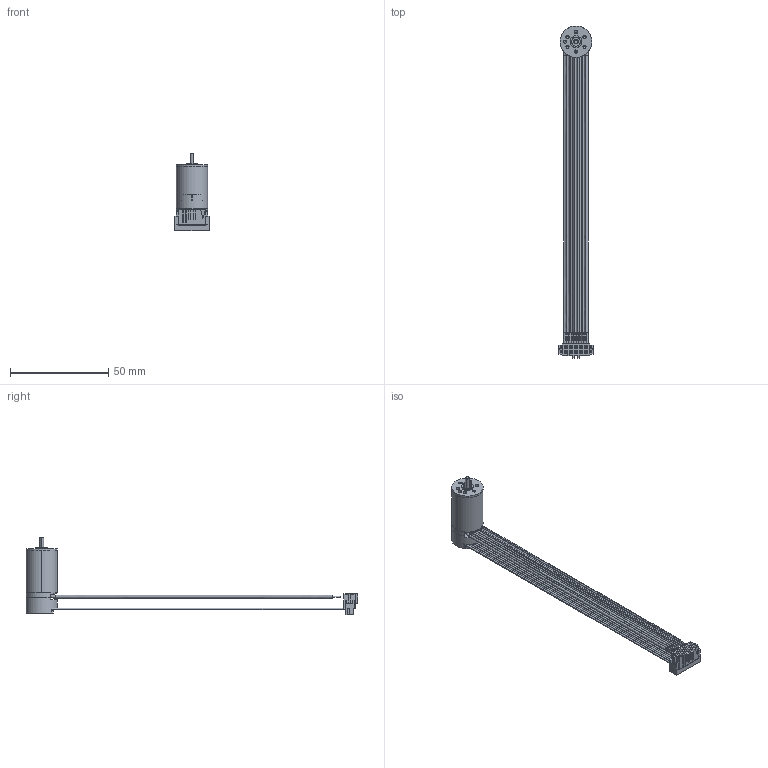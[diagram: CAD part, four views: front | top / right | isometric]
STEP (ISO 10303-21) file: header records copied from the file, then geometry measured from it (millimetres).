
FILE_DESCRIPTION((''),'2;1');
FILE_NAME('4611180000560_SW0001','2023-12-21T16:46:24',('ms27607'),(''),'CREO PARAMETRIC BY PTC INC, 2018100','CREO PARAMETRIC BY PTC INC, 2018100','');
FILE_SCHEMA(('CONFIG_CONTROL_DESIGN'));
Length unit declared in the file: millimetre
Products named in the file (1): 4611180000560_SW0001
Bounding box: 17.3 x 168.88 x 39.49 mm (x, y, z)
Surface area: 13932.9 mm2 (no closed solid volume)
Topology: 0 solids, 33 shells, 542 faces, 2037 edges, 1443 vertices
Faces by surface type: plane 369, cylinder 115, bspline 38, cone 18, torus 2
Entity records: 24020 total; most frequent: CARTESIAN_POINT 7022, DIRECTION 3415, ORIENTED_EDGE 3253, EDGE_CURVE 2023, VECTOR 1487, LINE 1487, VERTEX_POINT 1447, AXIS2_PLACEMENT_3D 964
